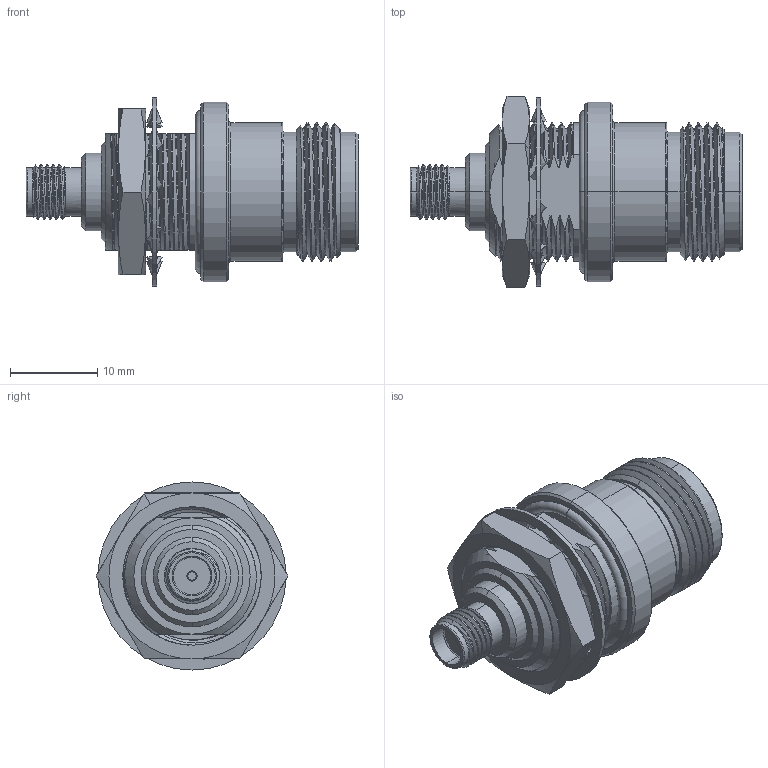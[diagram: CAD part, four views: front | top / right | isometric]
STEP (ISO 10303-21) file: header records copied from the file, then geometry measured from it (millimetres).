
FILE_DESCRIPTION (( 'STEP AP214' ), '1' );
FILE_NAME ('SM4247_3D.step', '2026-02-05T16:40:57', ( '' ), ( '' ), 'SwSTEP 2.0', 'SolidWorks 2025', '' );
FILE_SCHEMA (( 'AUTOMOTIVE_DESIGN' ));
Length unit declared in the file: inch
Products named in the file (1): SM4247_3D
Bounding box: 38.1 x 22 x 21.59 mm (x, y, z)
Volume: 5818.3 mm3; surface area: 4395.9 mm2
Topology: 4 solids, 4 shells, 325 faces, 898 edges, 594 vertices
Faces by surface type: bspline 106, cylinder 99, plane 55, cone 53, torus 12
Entity records: 34369 total; most frequent: CARTESIAN_POINT 27258, ORIENTED_EDGE 1796, DIRECTION 1086, EDGE_CURVE 898, VERTEX_POINT 594, AXIS2_PLACEMENT_3D 416, EDGE_LOOP 344, FACE_OUTER_BOUND 325
